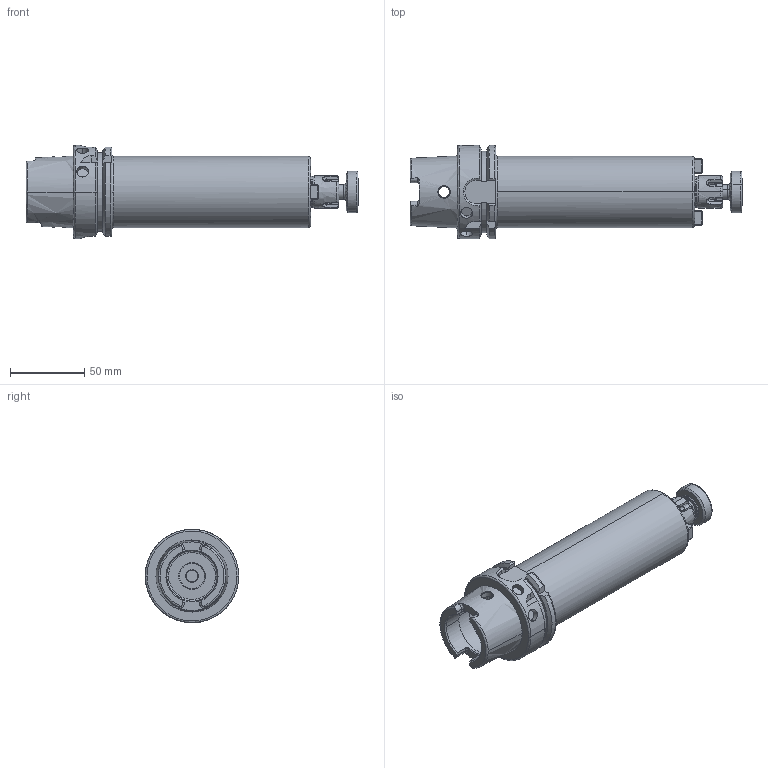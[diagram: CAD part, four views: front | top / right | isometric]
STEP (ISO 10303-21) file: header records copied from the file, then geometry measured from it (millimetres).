
FILE_DESCRIPTION (( 'STEP AP214' ), '1' );
FILE_NAME ('9163A-AS522160.STEP', '2020-07-20T05:36:09', ( '' ), ( '' ), 'SwSTEP 2.0', 'SolidWorks 2018', '' );
FILE_SCHEMA (( 'AUTOMOTIVE_DESIGN' ));
Length unit declared in the file: millimetre
Products named in the file (6): PLUG KEY 10-22.IGS; CCS-M8-16-1.IGS; CCS-M10-22-2.IGS; CCS-M10-22-1 LONG.IGS; HSKA63SMS22160TCWW.IGS; 9163A-AS522160
Assembly tree (6 placements, depth 2):
  9163A-AS522160
    HSKA63SMS22160TCWW.IGS
    CCS-M10-22-1 LONG.IGS
    CCS-M10-22-2.IGS
    CCS-M8-16-1.IGS
    PLUG KEY 10-22.IGS  x2
Bounding box: 223.95 x 63 x 63 mm (x, y, z)
Volume: 329307.2 mm3; surface area: 54687.1 mm2
Topology: 6 solids, 6 shells, 378 faces, 949 edges, 583 vertices
Faces by surface type: bspline 378
Entity records: 17967 total; most frequent: CARTESIAN_POINT 12281, ORIENTED_EDGE 1694, EDGE_CURVE 847, B_SPLINE_CURVE_WITH_KNOTS 594, VERTEX_POINT 525, EDGE_LOOP 366, FACE_OUTER_BOUND 341, ADVANCED_FACE 341
